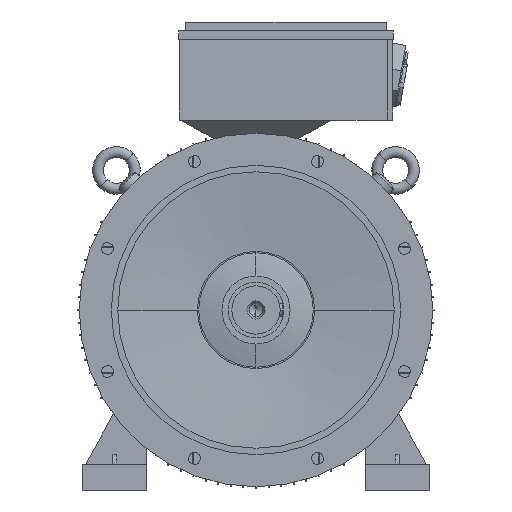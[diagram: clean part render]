
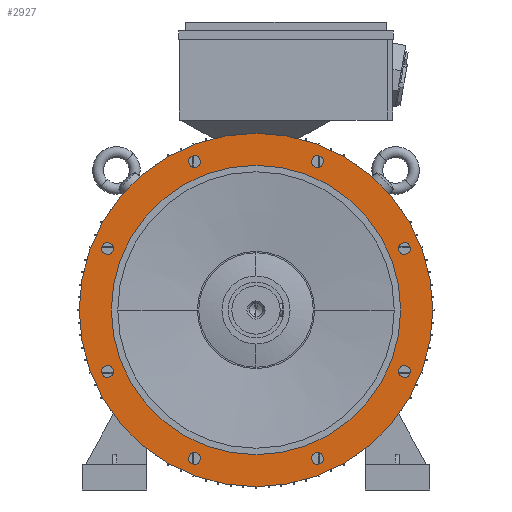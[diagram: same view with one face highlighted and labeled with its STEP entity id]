
A CAD part, left-side view. The second image highlights one B-rep face of the part: STEP entity #2927.
In plain terms, the highlighted planar face has unit normal (-1, 0, 0).
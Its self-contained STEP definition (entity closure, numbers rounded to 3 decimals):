
#2927=ADVANCED_FACE('',(#6421,#6422,#6423,#6424,#6425,#6426,#6427,#6428,#6429,#6430),#6431,.T.);
#6421=FACE_BOUND('',#10456,.T.);
#6422=FACE_BOUND('',#10457,.T.);
#6423=FACE_BOUND('',#10458,.T.);
#6424=FACE_BOUND('',#10459,.T.);
#6425=FACE_BOUND('',#10460,.T.);
#6426=FACE_BOUND('',#10461,.T.);
#6427=FACE_BOUND('',#10462,.T.);
#6428=FACE_BOUND('',#10463,.T.);
#6429=FACE_OUTER_BOUND('',#10464,.T.);
#6430=FACE_BOUND('',#10465,.T.);
#6431=PLANE('',#10466);
#10456=EDGE_LOOP('',(#19104,#19105));
#10457=EDGE_LOOP('',(#19106,#19107));
#10458=EDGE_LOOP('',(#19108,#19109));
#10459=EDGE_LOOP('',(#19110,#19111));
#10460=EDGE_LOOP('',(#19112,#19113));
#10461=EDGE_LOOP('',(#19114,#19115));
#10462=EDGE_LOOP('',(#19116,#19117));
#10463=EDGE_LOOP('',(#19118,#19119));
#10464=EDGE_LOOP('',(#19120,#19121));
#10465=EDGE_LOOP('',(#19122,#19123));
#10466=AXIS2_PLACEMENT_3D('',#19124,#19125,#19126);
#19104=ORIENTED_EDGE('',*,*,#27585,.T.);
#19105=ORIENTED_EDGE('',*,*,#24577,.T.);
#19106=ORIENTED_EDGE('',*,*,#27586,.T.);
#19107=ORIENTED_EDGE('',*,*,#24582,.T.);
#19108=ORIENTED_EDGE('',*,*,#27587,.T.);
#19109=ORIENTED_EDGE('',*,*,#24587,.T.);
#19110=ORIENTED_EDGE('',*,*,#27588,.T.);
#19111=ORIENTED_EDGE('',*,*,#24592,.T.);
#19112=ORIENTED_EDGE('',*,*,#27589,.T.);
#19113=ORIENTED_EDGE('',*,*,#24597,.T.);
#19114=ORIENTED_EDGE('',*,*,#27590,.T.);
#19115=ORIENTED_EDGE('',*,*,#24602,.T.);
#19116=ORIENTED_EDGE('',*,*,#27591,.T.);
#19117=ORIENTED_EDGE('',*,*,#24607,.T.);
#19118=ORIENTED_EDGE('',*,*,#27592,.T.);
#19119=ORIENTED_EDGE('',*,*,#24612,.T.);
#19120=ORIENTED_EDGE('',*,*,#24617,.F.);
#19121=ORIENTED_EDGE('',*,*,#27593,.F.);
#19122=ORIENTED_EDGE('',*,*,#24689,.T.);
#19123=ORIENTED_EDGE('',*,*,#26388,.T.);
#19124=CARTESIAN_POINT('',(-100.0,250.0,0.0));
#19125=DIRECTION('',(-1.0,0.0,0.0));
#19126=DIRECTION('',(0.0,-1.0,0.0));
#24577=EDGE_CURVE('',#29583,#29580,#29584,.T.);
#24582=EDGE_CURVE('',#29592,#29589,#29593,.T.);
#24587=EDGE_CURVE('',#29601,#29598,#29602,.T.);
#24592=EDGE_CURVE('',#29610,#29607,#29611,.T.);
#24597=EDGE_CURVE('',#29619,#29616,#29620,.T.);
#24602=EDGE_CURVE('',#29628,#29625,#29629,.T.);
#24607=EDGE_CURVE('',#29637,#29634,#29638,.T.);
#24612=EDGE_CURVE('',#29646,#29643,#29647,.T.);
#24617=EDGE_CURVE('',#29652,#29655,#29656,.T.);
#24689=EDGE_CURVE('',#29780,#29784,#29786,.T.);
#26388=EDGE_CURVE('',#29784,#29780,#32313,.T.);
#27585=EDGE_CURVE('',#29580,#29583,#34197,.T.);
#27586=EDGE_CURVE('',#29589,#29592,#34198,.T.);
#27587=EDGE_CURVE('',#29598,#29601,#34199,.T.);
#27588=EDGE_CURVE('',#29607,#29610,#34200,.T.);
#27589=EDGE_CURVE('',#29616,#29619,#34201,.T.);
#27590=EDGE_CURVE('',#29625,#29628,#34202,.T.);
#27591=EDGE_CURVE('',#29634,#29637,#34203,.T.);
#27592=EDGE_CURVE('',#29643,#29646,#34204,.T.);
#27593=EDGE_CURVE('',#29655,#29652,#34205,.T.);
#29580=VERTEX_POINT('',#37227);
#29583=VERTEX_POINT('',#37231);
#29584=CIRCLE('',#37232,9.25);
#29589=VERTEX_POINT('',#37238);
#29592=VERTEX_POINT('',#37242);
#29593=CIRCLE('',#37243,9.25);
#29598=VERTEX_POINT('',#37249);
#29601=VERTEX_POINT('',#37253);
#29602=CIRCLE('',#37254,9.25);
#29607=VERTEX_POINT('',#37260);
#29610=VERTEX_POINT('',#37264);
#29611=CIRCLE('',#37265,9.25);
#29616=VERTEX_POINT('',#37271);
#29619=VERTEX_POINT('',#37275);
#29620=CIRCLE('',#37276,9.25);
#29625=VERTEX_POINT('',#37282);
#29628=VERTEX_POINT('',#37286);
#29629=CIRCLE('',#37287,9.25);
#29634=VERTEX_POINT('',#37293);
#29637=VERTEX_POINT('',#37297);
#29638=CIRCLE('',#37298,9.25);
#29643=VERTEX_POINT('',#37304);
#29646=VERTEX_POINT('',#37308);
#29647=CIRCLE('',#37309,9.25);
#29652=VERTEX_POINT('',#37315);
#29655=VERTEX_POINT('',#37319);
#29656=CIRCLE('',#37320,275.0);
#29780=VERTEX_POINT('',#38073);
#29784=VERTEX_POINT('',#38078);
#29786=CIRCLE('',#38081,225.0);
#32313=CIRCLE('',#42136,225.0);
#34197=CIRCLE('',#50813,9.25);
#34198=CIRCLE('',#50814,9.25);
#34199=CIRCLE('',#50815,9.25);
#34200=CIRCLE('',#50816,9.25);
#34201=CIRCLE('',#50817,9.25);
#34202=CIRCLE('',#50818,9.25);
#34203=CIRCLE('',#50819,9.25);
#34204=CIRCLE('',#50820,9.25);
#34205=CIRCLE('',#50821,275.0);
#37227=CARTESIAN_POINT('',(-100.0,-239.516,99.211));
#37231=CARTESIAN_POINT('',(-100.0,-222.424,92.131));
#37232=AXIS2_PLACEMENT_3D('',#60024,#60025,#60026);
#37238=CARTESIAN_POINT('',(-100.0,-239.516,-99.211));
#37242=CARTESIAN_POINT('',(-100.0,-222.424,-92.131));
#37243=AXIS2_PLACEMENT_3D('',#60032,#60033,#60034);
#37249=CARTESIAN_POINT('',(-100.0,-99.211,-239.516));
#37253=CARTESIAN_POINT('',(-100.0,-92.131,-222.424));
#37254=AXIS2_PLACEMENT_3D('',#60040,#60041,#60042);
#37260=CARTESIAN_POINT('',(-100.0,99.211,-239.516));
#37264=CARTESIAN_POINT('',(-100.0,92.131,-222.424));
#37265=AXIS2_PLACEMENT_3D('',#60048,#60049,#60050);
#37271=CARTESIAN_POINT('',(-100.0,239.516,-99.211));
#37275=CARTESIAN_POINT('',(-100.0,222.424,-92.131));
#37276=AXIS2_PLACEMENT_3D('',#60056,#60057,#60058);
#37282=CARTESIAN_POINT('',(-100.0,239.516,99.211));
#37286=CARTESIAN_POINT('',(-100.0,222.424,92.131));
#37287=AXIS2_PLACEMENT_3D('',#60064,#60065,#60066);
#37293=CARTESIAN_POINT('',(-100.0,99.211,239.516));
#37297=CARTESIAN_POINT('',(-100.0,92.131,222.424));
#37298=AXIS2_PLACEMENT_3D('',#60072,#60073,#60074);
#37304=CARTESIAN_POINT('',(-100.0,-99.211,239.516));
#37308=CARTESIAN_POINT('',(-100.0,-92.131,222.424));
#37309=AXIS2_PLACEMENT_3D('',#60080,#60081,#60082);
#37315=CARTESIAN_POINT('',(-100.0,275.0,0.0));
#37319=CARTESIAN_POINT('',(-100.0,-275.0,0.));
#37320=AXIS2_PLACEMENT_3D('',#60088,#60089,#60090);
#38073=CARTESIAN_POINT('',(-100.0,225.0,0.0));
#38078=CARTESIAN_POINT('',(-100.0,-225.0,0.));
#38081=AXIS2_PLACEMENT_3D('',#60163,#60164,#60165);
#42136=AXIS2_PLACEMENT_3D('',#61865,#61866,#61867);
#50813=AXIS2_PLACEMENT_3D('',#62649,#62650,#62651);
#50814=AXIS2_PLACEMENT_3D('',#62652,#62653,#62654);
#50815=AXIS2_PLACEMENT_3D('',#62655,#62656,#62657);
#50816=AXIS2_PLACEMENT_3D('',#62658,#62659,#62660);
#50817=AXIS2_PLACEMENT_3D('',#62661,#62662,#62663);
#50818=AXIS2_PLACEMENT_3D('',#62664,#62665,#62666);
#50819=AXIS2_PLACEMENT_3D('',#62667,#62668,#62669);
#50820=AXIS2_PLACEMENT_3D('',#62670,#62671,#62672);
#50821=AXIS2_PLACEMENT_3D('',#62673,#62674,#62675);
#60024=CARTESIAN_POINT('',(-100.0,-230.97,95.671));
#60025=DIRECTION('',(1.0,0.0,-0.0));
#60026=DIRECTION('',(0.0,-0.924,0.383));
#60032=CARTESIAN_POINT('',(-100.0,-230.97,-95.671));
#60033=DIRECTION('',(1.0,0.0,0.0));
#60034=DIRECTION('',(0.0,-0.924,-0.383));
#60040=CARTESIAN_POINT('',(-100.0,-95.671,-230.97));
#60041=DIRECTION('',(1.0,0.0,0.0));
#60042=DIRECTION('',(0.0,-0.383,-0.924));
#60048=CARTESIAN_POINT('',(-100.0,95.671,-230.97));
#60049=DIRECTION('',(1.0,-0.0,0.0));
#60050=DIRECTION('',(0.0,0.383,-0.924));
#60056=CARTESIAN_POINT('',(-100.0,230.97,-95.671));
#60057=DIRECTION('',(1.0,-0.0,0.0));
#60058=DIRECTION('',(0.0,0.924,-0.383));
#60064=CARTESIAN_POINT('',(-100.0,230.97,95.671));
#60065=DIRECTION('',(1.0,0.0,-0.0));
#60066=DIRECTION('',(0.0,0.924,0.383));
#60072=CARTESIAN_POINT('',(-100.0,95.671,230.97));
#60073=DIRECTION('',(1.0,0.0,-0.0));
#60074=DIRECTION('',(0.0,0.383,0.924));
#60080=CARTESIAN_POINT('',(-100.0,-95.671,230.97));
#60081=DIRECTION('',(1.0,0.0,-0.0));
#60082=DIRECTION('',(0.0,-0.383,0.924));
#60088=CARTESIAN_POINT('',(-100.0,0.0,0.0));
#60089=DIRECTION('',(1.0,0.0,0.0));
#60090=DIRECTION('',(0.0,1.0,0.0));
#60163=CARTESIAN_POINT('',(-100.0,0.0,0.0));
#60164=DIRECTION('',(1.0,0.0,0.0));
#60165=DIRECTION('',(0.0,1.0,0.0));
#61865=CARTESIAN_POINT('',(-100.0,0.0,0.0));
#61866=DIRECTION('',(1.0,0.0,0.0));
#61867=DIRECTION('',(0.0,1.0,0.0));
#62649=CARTESIAN_POINT('',(-100.0,-230.97,95.671));
#62650=DIRECTION('',(1.0,0.0,-0.0));
#62651=DIRECTION('',(0.0,-0.924,0.383));
#62652=CARTESIAN_POINT('',(-100.0,-230.97,-95.671));
#62653=DIRECTION('',(1.0,0.0,0.0));
#62654=DIRECTION('',(0.0,-0.924,-0.383));
#62655=CARTESIAN_POINT('',(-100.0,-95.671,-230.97));
#62656=DIRECTION('',(1.0,0.0,0.0));
#62657=DIRECTION('',(0.0,-0.383,-0.924));
#62658=CARTESIAN_POINT('',(-100.0,95.671,-230.97));
#62659=DIRECTION('',(1.0,-0.0,0.0));
#62660=DIRECTION('',(0.0,0.383,-0.924));
#62661=CARTESIAN_POINT('',(-100.0,230.97,-95.671));
#62662=DIRECTION('',(1.0,-0.0,0.0));
#62663=DIRECTION('',(0.0,0.924,-0.383));
#62664=CARTESIAN_POINT('',(-100.0,230.97,95.671));
#62665=DIRECTION('',(1.0,0.0,-0.0));
#62666=DIRECTION('',(0.0,0.924,0.383));
#62667=CARTESIAN_POINT('',(-100.0,95.671,230.97));
#62668=DIRECTION('',(1.0,0.0,-0.0));
#62669=DIRECTION('',(0.0,0.383,0.924));
#62670=CARTESIAN_POINT('',(-100.0,-95.671,230.97));
#62671=DIRECTION('',(1.0,0.0,-0.0));
#62672=DIRECTION('',(0.0,-0.383,0.924));
#62673=CARTESIAN_POINT('',(-100.0,0.0,0.0));
#62674=DIRECTION('',(1.0,0.0,0.0));
#62675=DIRECTION('',(0.0,1.0,0.0));
